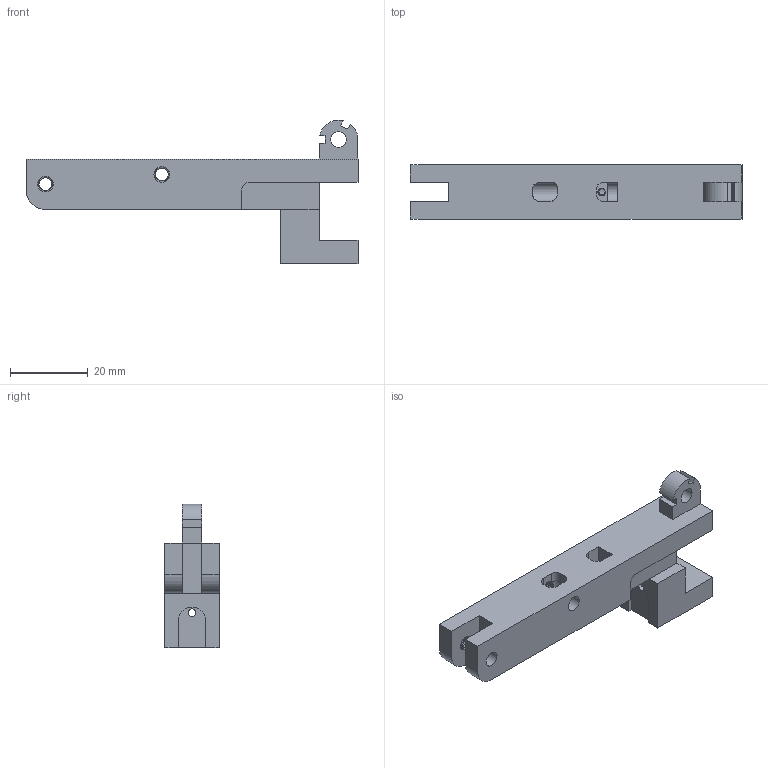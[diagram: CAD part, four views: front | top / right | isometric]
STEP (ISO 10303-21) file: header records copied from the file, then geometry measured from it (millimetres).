
FILE_DESCRIPTION(('STEP AP214'),'1');
FILE_NAME('moteur hydrogène V3.step','2019-08-19T14:01:29',(' '),(' '),'Spatial InterOp 3D',' ',' ');
FILE_SCHEMA(('automotive_design'));
Length unit declared in the file: metre
Products named in the file (1): Body
Bounding box: 85.6 x 14 x 36.99 mm (x, y, z)
Volume: 15012.3 mm3; surface area: 7706.6 mm2
Topology: 1 solids, 1 shells, 145 faces, 410 edges, 263 vertices
Faces by surface type: cylinder 83, plane 50, bspline 12
Full cylindrical faces by diameter (mm): 1.623 x11, 2 x1, 2.074 x11, 3.332 x14, 4 x3, 4.11 x14, 5 x1
Entity records: 11771 total; most frequent: CARTESIAN_POINT 7091, ORIENTED_EDGE 820, DIRECTION 603, EDGE_CURVE 410, VERTEX_POINT 264, LINE 203, VECTOR 203, AXIS2_PLACEMENT_3D 200
